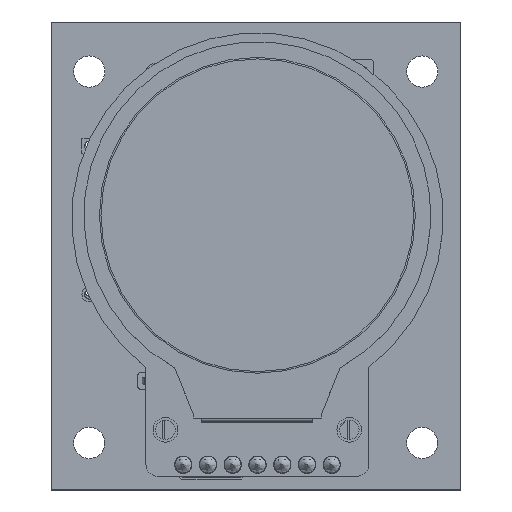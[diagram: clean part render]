
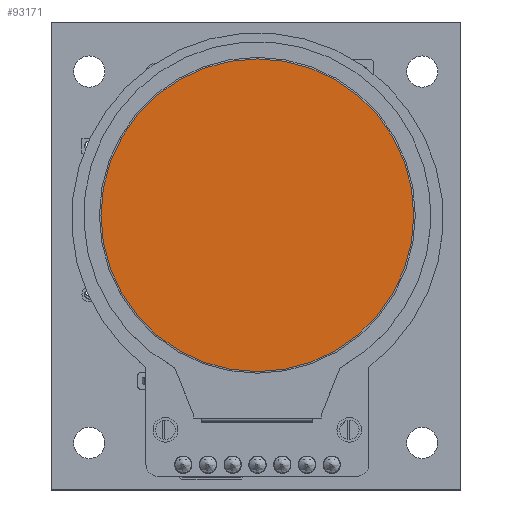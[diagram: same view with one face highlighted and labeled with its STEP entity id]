
A CAD part, top view. The second image highlights one B-rep face of the part: STEP entity #93171.
In plain terms, the highlighted planar face has unit normal (0, 0, 1).
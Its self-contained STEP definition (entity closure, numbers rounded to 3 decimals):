
#6128=CIRCLE('',#99843,16.041);
#8187=FACE_OUTER_BOUND('',#13834,.T.);
#13834=EDGE_LOOP('',(#63806));
#38536=VERTEX_POINT('',#131062);
#48145=EDGE_CURVE('',#38536,#38536,#6128,.T.);
#63806=ORIENTED_EDGE('',*,*,#48145,.F.);
#86493=PLANE('',#99846);
#93171=ADVANCED_FACE('',(#8187),#86493,.T.);
#99843=AXIS2_PLACEMENT_3D('',#131063,#109335,#109336);
#99846=AXIS2_PLACEMENT_3D('',#131067,#109341,#109342);
#109335=DIRECTION('center_axis',(0.,0.,
-1.));
#109336=DIRECTION('ref_axis',(-1.,0.,0.));
#109341=DIRECTION('center_axis',(0.,0.,
1.));
#109342=DIRECTION('ref_axis',(1.,0.,0.));
#131062=CARTESIAN_POINT('',(16.041,0.,1.625));
#131063=CARTESIAN_POINT('Origin',(0.,0.,
1.625));
#131067=CARTESIAN_POINT('Origin',(0.,0.,1.625));
